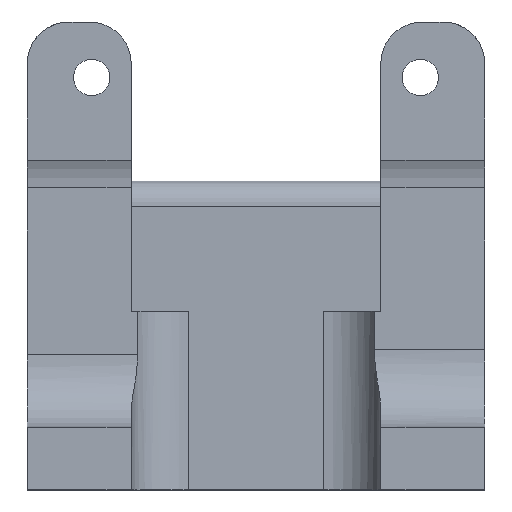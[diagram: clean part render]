
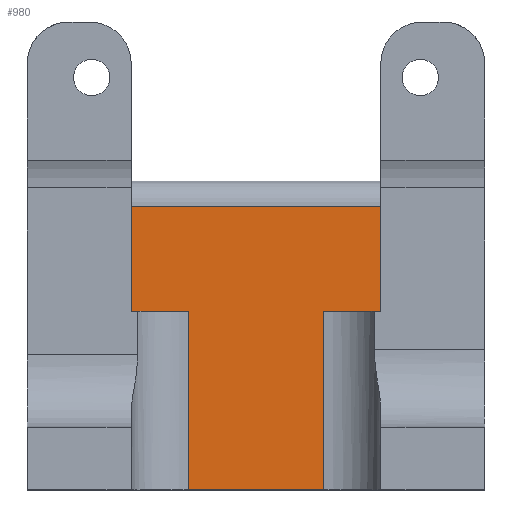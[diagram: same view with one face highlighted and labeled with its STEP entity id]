
A CAD part, top view. The second image highlights one B-rep face of the part: STEP entity #980.
In plain terms, the highlighted planar face has unit normal (0, 0, 1).
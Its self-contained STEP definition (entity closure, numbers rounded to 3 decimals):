
#25=PLANE('',#1039);
#58=FACE_OUTER_BOUND('',#113,.T.);
#113=EDGE_LOOP('',(#666,#667,#668,#669,#670,#671,#672,#673));
#175=LINE('',#1450,#272);
#177=LINE('',#1456,#274);
#178=LINE('',#1458,#275);
#179=LINE('',#1460,#276);
#180=LINE('',#1462,#277);
#181=LINE('',#1464,#278);
#182=LINE('',#1466,#279);
#183=LINE('',#1467,#280);
#272=VECTOR('',#1145,10.);
#274=VECTOR('',#1151,10.);
#275=VECTOR('',#1152,10.);
#276=VECTOR('',#1153,10.);
#277=VECTOR('',#1154,10.);
#278=VECTOR('',#1155,10.);
#279=VECTOR('',#1156,10.);
#280=VECTOR('',#1157,10.);
#418=VERTEX_POINT('',#1447);
#419=VERTEX_POINT('',#1449);
#421=VERTEX_POINT('',#1455);
#422=VERTEX_POINT('',#1457);
#423=VERTEX_POINT('',#1459);
#424=VERTEX_POINT('',#1461);
#425=VERTEX_POINT('',#1463);
#426=VERTEX_POINT('',#1465);
#516=EDGE_CURVE('',#418,#419,#175,.T.);
#519=EDGE_CURVE('',#421,#418,#177,.T.);
#520=EDGE_CURVE('',#422,#421,#178,.T.);
#521=EDGE_CURVE('',#423,#422,#179,.T.);
#522=EDGE_CURVE('',#424,#423,#180,.F.);
#523=EDGE_CURVE('',#425,#424,#181,.T.);
#524=EDGE_CURVE('',#426,#425,#182,.T.);
#525=EDGE_CURVE('',#419,#426,#183,.T.);
#666=ORIENTED_EDGE('',*,*,#516,.F.);
#667=ORIENTED_EDGE('',*,*,#519,.F.);
#668=ORIENTED_EDGE('',*,*,#520,.F.);
#669=ORIENTED_EDGE('',*,*,#521,.F.);
#670=ORIENTED_EDGE('',*,*,#522,.F.);
#671=ORIENTED_EDGE('',*,*,#523,.F.);
#672=ORIENTED_EDGE('',*,*,#524,.F.);
#673=ORIENTED_EDGE('',*,*,#525,.F.);
#980=ADVANCED_FACE('',(#58),#25,.F.);
#1039=AXIS2_PLACEMENT_3D('',#1454,#1149,#1150);
#1145=DIRECTION('',(1.,0.,0.));
#1149=DIRECTION('center_axis',(0.,0.,-1.));
#1150=DIRECTION('ref_axis',(-1.,0.,0.));
#1151=DIRECTION('',(0.,1.,0.));
#1152=DIRECTION('',(-1.,0.,0.));
#1153=DIRECTION('',(0.,1.,0.));
#1154=DIRECTION('',(1.,0.,0.));
#1155=DIRECTION('',(0.,-1.,0.));
#1156=DIRECTION('',(-1.,0.,0.));
#1157=DIRECTION('',(0.,-1.,0.));
#1447=CARTESIAN_POINT('',(-12.,45.059,5.4));
#1449=CARTESIAN_POINT('',(12.,45.059,5.4));
#1450=CARTESIAN_POINT('',(0.,45.059,5.4));
#1454=CARTESIAN_POINT('Origin',(-12.,23.842,5.4));
#1455=CARTESIAN_POINT('',(-12.,35.,5.4));
#1456=CARTESIAN_POINT('',(-12.,35.,5.4));
#1457=CARTESIAN_POINT('',(-6.5,35.,5.4));
#1458=CARTESIAN_POINT('',(12.,35.,5.4));
#1459=CARTESIAN_POINT('',(-6.5,17.842,5.4));
#1460=CARTESIAN_POINT('',(-6.5,30.342,5.4));
#1461=CARTESIAN_POINT('',(6.5,17.842,5.4));
#1462=CARTESIAN_POINT('',(-6.088,17.842,5.4));
#1463=CARTESIAN_POINT('',(6.5,35.,5.4));
#1464=CARTESIAN_POINT('',(6.5,30.342,5.4));
#1465=CARTESIAN_POINT('',(12.,35.,5.4));
#1466=CARTESIAN_POINT('',(12.,35.,5.4));
#1467=CARTESIAN_POINT('',(12.,47.559,5.4));
